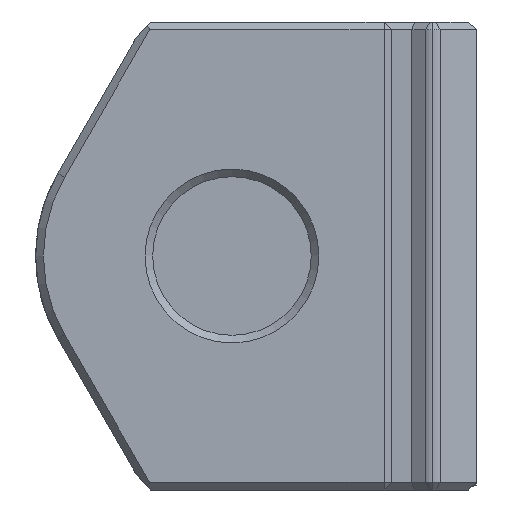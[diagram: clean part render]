
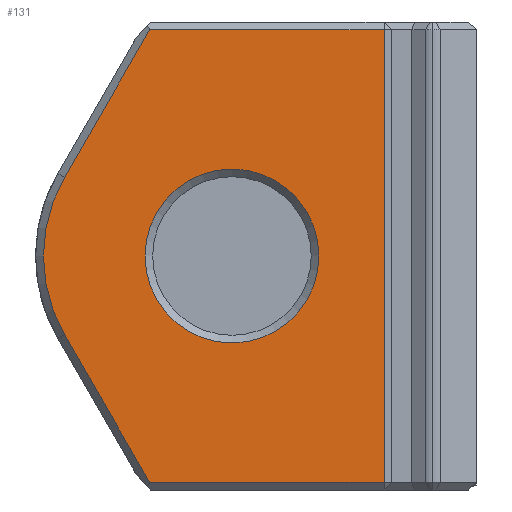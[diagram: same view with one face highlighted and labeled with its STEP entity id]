
A CAD part, left-side view. The second image highlights one B-rep face of the part: STEP entity #131.
In plain terms, the highlighted planar face has unit normal (-1, 0, 0).
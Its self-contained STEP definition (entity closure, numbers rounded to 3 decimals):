
#55=CARTESIAN_POINT('',(-6.8,21.2,-100.));
#56=DIRECTION('',(-1.,0.,0.));
#57=DIRECTION('',(-0.,-1.,0.));
#58=AXIS2_PLACEMENT_3D('',#55,#56,#57);
#59=PLANE('',#58);
#60=CARTESIAN_POINT('',(-6.8,10.307,-91.));
#61=VERTEX_POINT('',#60);
#62=CARTESIAN_POINT('',(-6.8,13.65,-87.657));
#63=VERTEX_POINT('',#62);
#64=CARTESIAN_POINT('',(-6.8,13.65,-91.));
#65=DIRECTION('',(1.,-0.,-0.));
#66=DIRECTION('',(-0.,-1.,0.));
#67=AXIS2_PLACEMENT_3D('',#64,#65,#66);
#68=CIRCLE('',#67,3.343);
#69=EDGE_CURVE('',#61,#63,#68,.T.);
#70=ORIENTED_EDGE('',*,*,#69,.T.);
#71=CARTESIAN_POINT('',(-6.8,13.65,-91.));
#72=DIRECTION('',(1.,-0.,-0.));
#73=DIRECTION('',(-0.,-1.,0.));
#74=AXIS2_PLACEMENT_3D('',#71,#72,#73);
#75=CIRCLE('',#74,3.343);
#76=EDGE_CURVE('',#63,#61,#75,.T.);
#77=ORIENTED_EDGE('',*,*,#76,.T.);
#78=EDGE_LOOP('',(#70,#77));
#79=FACE_BOUND('',#78,.T.);
#80=CARTESIAN_POINT('',(-6.8,7.8,-82.3));
#81=VERTEX_POINT('',#80);
#82=CARTESIAN_POINT('',(-6.8,7.8,-99.7));
#83=VERTEX_POINT('',#82);
#84=CARTESIAN_POINT('',(-6.8,7.8,-82.3));
#85=DIRECTION('',(-0.,-0.,-1.));
#86=VECTOR('',#85,17.4);
#87=LINE('',#84,#86);
#88=EDGE_CURVE('',#81,#83,#87,.T.);
#89=ORIENTED_EDGE('',*,*,#88,.F.);
#90=CARTESIAN_POINT('',(-6.8,16.813,-82.3));
#91=VERTEX_POINT('',#90);
#92=CARTESIAN_POINT('',(-6.8,16.813,-82.3));
#93=DIRECTION('',(-0.,-1.,0.));
#94=VECTOR('',#93,9.013);
#95=LINE('',#92,#94);
#96=EDGE_CURVE('',#91,#81,#95,.T.);
#97=ORIENTED_EDGE('',*,*,#96,.F.);
#98=CARTESIAN_POINT('',(-6.8,20.089,-87.975));
#99=VERTEX_POINT('',#98);
#100=CARTESIAN_POINT('',(-6.8,20.089,-87.975));
#101=DIRECTION('',(0.,-0.5,0.866));
#102=VECTOR('',#101,6.553);
#103=LINE('',#100,#102);
#104=EDGE_CURVE('',#99,#91,#103,.T.);
#105=ORIENTED_EDGE('',*,*,#104,.F.);
#106=CARTESIAN_POINT('',(-6.8,20.089,-94.025));
#107=VERTEX_POINT('',#106);
#108=CARTESIAN_POINT('',(-6.8,14.85,-91.));
#109=DIRECTION('',(1.,0.,0.));
#110=DIRECTION('',(0.,0.,-1.));
#111=AXIS2_PLACEMENT_3D('',#108,#109,#110);
#112=CIRCLE('',#111,6.05);
#113=EDGE_CURVE('',#107,#99,#112,.T.);
#114=ORIENTED_EDGE('',*,*,#113,.F.);
#115=CARTESIAN_POINT('',(-6.8,16.813,-99.7));
#116=VERTEX_POINT('',#115);
#117=CARTESIAN_POINT('',(-6.8,16.813,-99.7));
#118=DIRECTION('',(-0.,0.5,0.866));
#119=VECTOR('',#118,6.553);
#120=LINE('',#117,#119);
#121=EDGE_CURVE('',#116,#107,#120,.T.);
#122=ORIENTED_EDGE('',*,*,#121,.F.);
#123=CARTESIAN_POINT('',(-6.8,7.8,-99.7));
#124=DIRECTION('',(0.,1.,0.));
#125=VECTOR('',#124,9.013);
#126=LINE('',#123,#125);
#127=EDGE_CURVE('',#83,#116,#126,.T.);
#128=ORIENTED_EDGE('',*,*,#127,.F.);
#129=EDGE_LOOP('',(#89,#97,#105,#114,#122,#128));
#130=FACE_BOUND('',#129,.T.);
#131=ADVANCED_FACE('',(#79,#130),#59,.T.);
